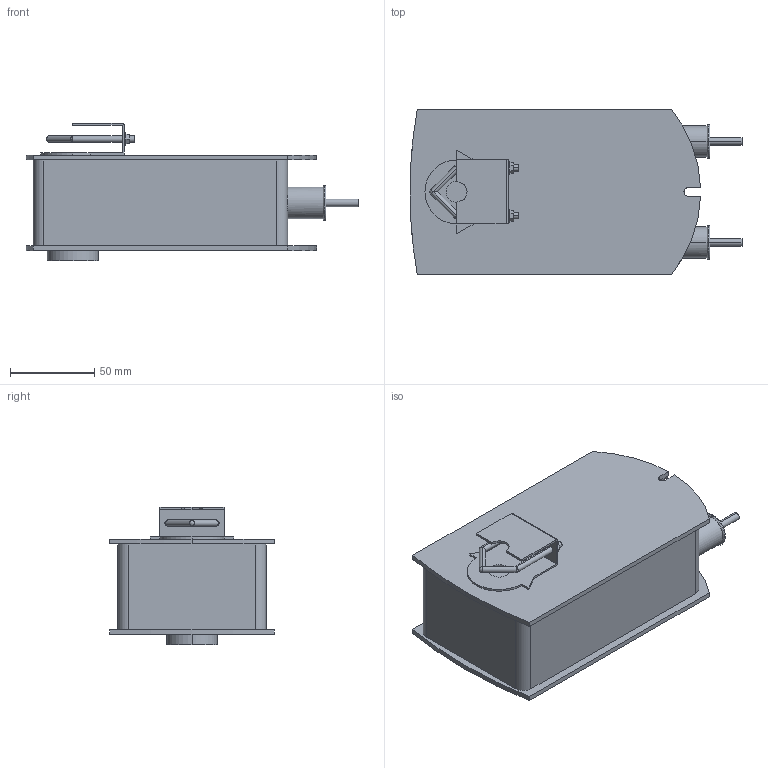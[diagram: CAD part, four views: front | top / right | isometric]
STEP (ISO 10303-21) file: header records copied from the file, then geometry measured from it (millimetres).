
FILE_DESCRIPTION(('starvars output'),'2;1');
FILE_NAME('FSLF230-S US_3D.stp','15:17:26 2021/05/19',( 'Thomas Industrial Network Germany GmbH'),( 'Thomas Industrial Network Germany GmbH'),'unknown preprocess','ACIS' ,'unknown authorization');
FILE_SCHEMA(('AUTOMOTIVE_DESIGN_CC2 {UNKNOWN IMPLEMENTATION LEVEL}'));
Length unit declared in the file: millimetre
Products named in the file (1): PRODUCT_ID_18
Bounding box: 197.61 x 98.04 x 82.04 mm (x, y, z)
Volume: 797124.4 mm3; surface area: 74717.3 mm2
Topology: 1 solids, 1 shells, 117 faces, 290 edges, 183 vertices
Faces by surface type: plane 58, cylinder 48, torus 8, sphere 3
Entity records: 4051 total; most frequent: ORIENTED_EDGE 568, CARTESIAN_POINT 517, DIRECTION 461, EDGE_CURVE 284, VERTEX_POINT 183, VECTOR 165, LINE 165, AXIS2_PLACEMENT_3D 148
